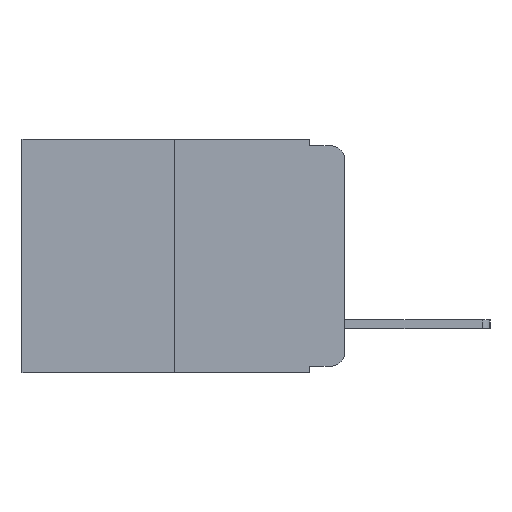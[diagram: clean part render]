
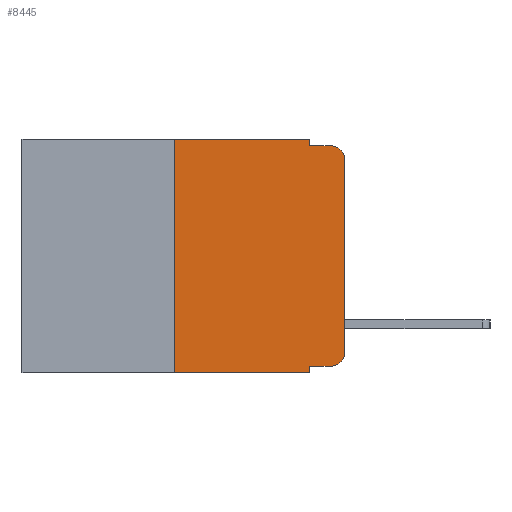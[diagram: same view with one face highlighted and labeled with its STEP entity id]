
A CAD part, left-side view. The second image highlights one B-rep face of the part: STEP entity #8445.
In plain terms, the highlighted planar face has unit normal (-1, 0, 0).
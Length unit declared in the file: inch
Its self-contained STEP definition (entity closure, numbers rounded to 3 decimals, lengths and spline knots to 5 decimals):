
#22 = ORIENTED_EDGE ( 'NONE', *, *, #10177, .F. ) ;
#60 = ORIENTED_EDGE ( 'NONE', *, *, #2928, .T. ) ;
#82 = ORIENTED_EDGE ( 'NONE', *, *, #328, .F. ) ;
#110 = DIRECTION ( 'NONE',  ( 0., -1., 0. ) ) ;
#294 = ORIENTED_EDGE ( 'NONE', *, *, #2300, .F. ) ;
#301 = DIRECTION ( 'NONE',  ( 0., 0., -1. ) ) ;
#328 = EDGE_CURVE ( 'NONE', #8042, #7641, #6561, .T. ) ;
#371 = ORIENTED_EDGE ( 'NONE', *, *, #3570, .T. ) ;
#466 = CARTESIAN_POINT ( 'NONE',  ( 0., 0.02, -0.01 ) ) ;
#482 = CARTESIAN_POINT ( 'NONE',  ( 0., 0.051, -0.343 ) ) ;
#528 = ORIENTED_EDGE ( 'NONE', *, *, #11450, .F. ) ;
#579 = DIRECTION ( 'NONE',  ( 0., -1., 0. ) ) ;
#586 = VERTEX_POINT ( 'NONE', #8484 ) ;
#587 = CIRCLE ( 'NONE', #8800, 0.02 ) ;
#619 = ORIENTED_EDGE ( 'NONE', *, *, #10111, .T. ) ;
#830 = ORIENTED_EDGE ( 'NONE', *, *, #992, .F. ) ;
#992 = EDGE_CURVE ( 'NONE', #6339, #2030, #9268, .T. ) ;
#1350 = LINE ( 'NONE', #6686, #3305 ) ;
#1543 = DIRECTION ( 'NONE',  ( 1., 0., 0. ) ) ;
#2030 = VERTEX_POINT ( 'NONE', #10321 ) ;
#2286 = AXIS2_PLACEMENT_3D ( 'NONE', #10487, #1543, #7961 ) ;
#2300 = EDGE_CURVE ( 'NONE', #2030, #7958, #8116, .T. ) ;
#2421 = VECTOR ( 'NONE', #9975, 39.37008 ) ;
#2495 = VERTEX_POINT ( 'NONE', #8239 ) ;
#2506 = ORIENTED_EDGE ( 'NONE', *, *, #10307, .T. ) ;
#2623 = ORIENTED_EDGE ( 'NONE', *, *, #10874, .T. ) ;
#2682 = EDGE_LOOP ( 'NONE', ( #60, #371, #294, #830, #22, #82, #619, #528, #2623, #2506 ) ) ;
#2742 = VECTOR ( 'NONE', #4968, 39.37008 ) ;
#2777 = CARTESIAN_POINT ( 'NONE',  ( 0., 0.02, -0.03 ) ) ;
#2928 = EDGE_CURVE ( 'NONE', #11219, #2495, #6734, .T. ) ;
#3305 = VECTOR ( 'NONE', #110, 39.37008 ) ;
#3414 = PLANE ( 'NONE',  #2286 ) ;
#3467 = DIRECTION ( 'NONE',  ( 0., 0., -1. ) ) ;
#3503 = DIRECTION ( 'NONE',  ( -1., 0., 0. ) ) ;
#3570 = EDGE_CURVE ( 'NONE', #2495, #7958, #9705, .T. ) ;
#3837 = CARTESIAN_POINT ( 'NONE',  ( 0., 0.051, 0. ) ) ;
#3854 = CARTESIAN_POINT ( 'NONE',  ( 0., 0.051, 0. ) ) ;
#3893 = CARTESIAN_POINT ( 'NONE',  ( 0., 0., 0. ) ) ;
#4968 = DIRECTION ( 'NONE',  ( 0., -1., 0. ) ) ;
#5209 = LINE ( 'NONE', #5864, #2742 ) ;
#5322 = CARTESIAN_POINT ( 'NONE',  ( 0., 0.25, -0.343 ) ) ;
#5565 = CARTESIAN_POINT ( 'NONE',  ( 0., 0.25, 0. ) ) ;
#5745 = DIRECTION ( 'NONE',  ( 0., 0., 1. ) ) ;
#5823 = VERTEX_POINT ( 'NONE', #11266 ) ;
#5864 = CARTESIAN_POINT ( 'NONE',  ( 0., 0.473, -0.343 ) ) ;
#5962 = DIRECTION ( 'NONE',  ( -1., 0., 0. ) ) ;
#5983 = CARTESIAN_POINT ( 'NONE',  ( 0., 0.473, 0. ) ) ;
#6266 = AXIS2_PLACEMENT_3D ( 'NONE', #2777, #3503, #10714 ) ;
#6291 = CARTESIAN_POINT ( 'NONE',  ( 0., 0., -0.313 ) ) ;
#6339 = VERTEX_POINT ( 'NONE', #3854 ) ;
#6561 = LINE ( 'NONE', #5565, #10870 ) ;
#6636 = DIRECTION ( 'NONE',  ( 0., 0., -1. ) ) ;
#6686 = CARTESIAN_POINT ( 'NONE',  ( 0., 0.051, -0.333 ) ) ;
#6734 = LINE ( 'NONE', #3893, #2421 ) ;
#6747 = LINE ( 'NONE', #5983, #11049 ) ;
#6893 = DIRECTION ( 'NONE',  ( 0., -1., 0. ) ) ;
#7641 = VERTEX_POINT ( 'NONE', #11692 ) ;
#7958 = VERTEX_POINT ( 'NONE', #466 ) ;
#7961 = DIRECTION ( 'NONE',  ( 0., 0., -1. ) ) ;
#8042 = VERTEX_POINT ( 'NONE', #5322 ) ;
#8116 = LINE ( 'NONE', #10955, #10119 ) ;
#8239 = CARTESIAN_POINT ( 'NONE',  ( 0., 0., -0.03 ) ) ;
#8445 = ADVANCED_FACE ( 'NONE', ( #9092 ), #3414, .F. ) ;
#8484 = CARTESIAN_POINT ( 'NONE',  ( 0., 0.051, -0.333 ) ) ;
#8800 = AXIS2_PLACEMENT_3D ( 'NONE', #11142, #5962, #301 ) ;
#9064 = VERTEX_POINT ( 'NONE', #482 ) ;
#9092 = FACE_OUTER_BOUND ( 'NONE', #2682, .T. ) ;
#9268 = LINE ( 'NONE', #3837, #11530 ) ;
#9705 = CIRCLE ( 'NONE', #6266, 0.02 ) ;
#9975 = DIRECTION ( 'NONE',  ( 0., 0., 1. ) ) ;
#10111 = EDGE_CURVE ( 'NONE', #8042, #9064, #5209, .T. ) ;
#10119 = VECTOR ( 'NONE', #579, 39.37008 ) ;
#10177 = EDGE_CURVE ( 'NONE', #7641, #6339, #6747, .T. ) ;
#10307 = EDGE_CURVE ( 'NONE', #5823, #11219, #587, .T. ) ;
#10321 = CARTESIAN_POINT ( 'NONE',  ( 0., 0.051, -0.01 ) ) ;
#10487 = CARTESIAN_POINT ( 'NONE',  ( 0., 0.473, 0. ) ) ;
#10714 = DIRECTION ( 'NONE',  ( 0., 0., -1. ) ) ;
#10743 = VECTOR ( 'NONE', #6636, 39.37008 ) ;
#10870 = VECTOR ( 'NONE', #5745, 39.37008 ) ;
#10874 = EDGE_CURVE ( 'NONE', #586, #5823, #1350, .T. ) ;
#10924 = CARTESIAN_POINT ( 'NONE',  ( 0., 0.051, 0. ) ) ;
#10955 = CARTESIAN_POINT ( 'NONE',  ( 0., 0.051, -0.01 ) ) ;
#11018 = LINE ( 'NONE', #10924, #10743 ) ;
#11049 = VECTOR ( 'NONE', #6893, 39.37008 ) ;
#11142 = CARTESIAN_POINT ( 'NONE',  ( 0., 0.02, -0.313 ) ) ;
#11219 = VERTEX_POINT ( 'NONE', #6291 ) ;
#11266 = CARTESIAN_POINT ( 'NONE',  ( 0., 0.02, -0.333 ) ) ;
#11450 = EDGE_CURVE ( 'NONE', #586, #9064, #11018, .T. ) ;
#11530 = VECTOR ( 'NONE', #3467, 39.37008 ) ;
#11692 = CARTESIAN_POINT ( 'NONE',  ( 0., 0.25, 0. ) ) ;
